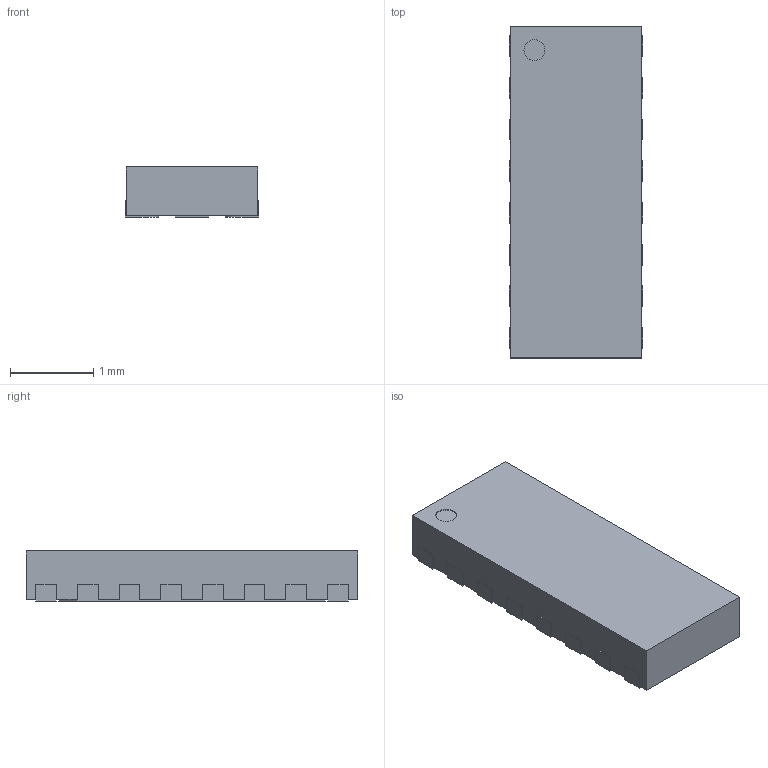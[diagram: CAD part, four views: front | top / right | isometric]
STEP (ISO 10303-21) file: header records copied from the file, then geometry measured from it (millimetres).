
FILE_DESCRIPTION(('FreeCAD Model'),'2;1');
FILE_NAME('SLP4016P16_1.6x4mm_P0.5mm.step','2018-03-06T22:56:12',('Author'),(''), 'Open CASCADE STEP processor 6.9','FreeCAD','Unknown');
FILE_SCHEMA(('AUTOMOTIVE_DESIGN_CC2 { 1 2 10303 214 -1 1 5 4 }'));
Length unit declared in the file: millimetre
Products named in the file (2): ASSEMBLY; SLP4016P16_16x4mm_Pitch05
Assembly tree (1 placements, depth 2):
  ASSEMBLY
    SLP4016P16_16x4mm_Pitch05
Bounding box: 1.6 x 3.98 x 0.6 mm (x, y, z)
Volume: 3.7 mm3; surface area: 19.7 mm2
Topology: 1 solids, 1 shells, 110 faces, 318 edges, 212 vertices
Faces by surface type: plane 93, cylinder 17
Full cylindrical faces by diameter (mm): 0.25 x1
Entity records: 4378 total; most frequent: CARTESIAN_POINT 642, ORIENTED_EDGE 636, DIRECTION 576, EDGE_CURVE 318, LINE 284, VECTOR 284, VERTEX_POINT 212, AXIS2_PLACEMENT_3D 146
